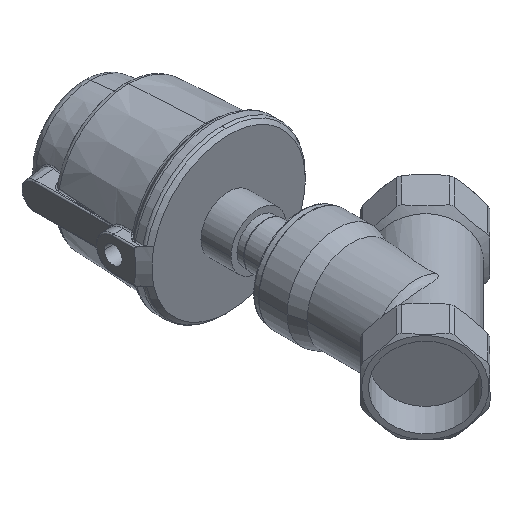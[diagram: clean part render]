
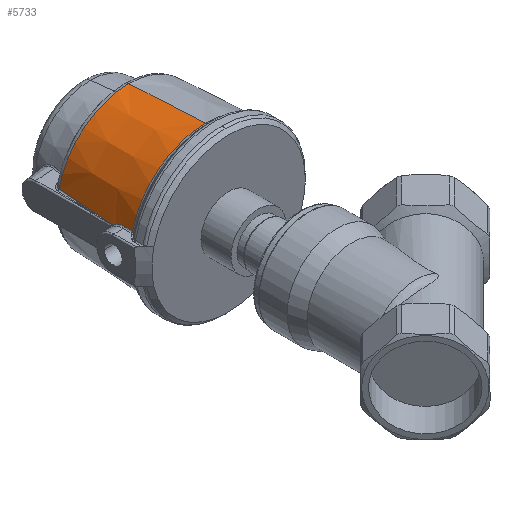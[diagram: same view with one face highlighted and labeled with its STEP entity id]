
A CAD part, isometric view. The second image highlights one B-rep face of the part: STEP entity #5733.
In plain terms, the highlighted conical face has half-angle 3 degrees and reference radius 55.94 mm.
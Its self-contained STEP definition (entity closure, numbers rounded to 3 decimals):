
#183 = B_SPLINE_CURVE_WITH_KNOTS ( 'NONE', 3,
 ( #11484, #11734, #682, #7096 ),
 .UNSPECIFIED., .F., .F.,
 ( 4, 4 ),
 ( 0., 1. ),
 .UNSPECIFIED. ) ;
#267 = CARTESIAN_POINT ( 'NONE',  ( -151.68, 266.449, 0. ) ) ;
#312 = VERTEX_POINT ( 'NONE', #10644 ) ;
#410 = B_SPLINE_CURVE_WITH_KNOTS ( 'NONE', 3,
 ( #8959, #3447, #11772, #6228 ),
 .UNSPECIFIED., .F., .F.,
 ( 4, 4 ),
 ( 0., 1. ),
 .UNSPECIFIED. ) ;
#486 = CARTESIAN_POINT ( 'NONE',  ( -205.567, 275.342, 13.173 ) ) ;
#682 = CARTESIAN_POINT ( 'NONE',  ( -205.016, 295.188, 10.878 ) ) ;
#939 = CARTESIAN_POINT ( 'NONE',  ( -151.68, 323.392, 0. ) ) ;
#1274 = DIRECTION ( 'NONE',  ( 0., -1., 0. ) ) ;
#1410 = CARTESIAN_POINT ( 'NONE',  ( -205.613, 273.177, 13.458 ) ) ;
#1660 = CARTESIAN_POINT ( 'NONE',  ( -151.68, 266.449, 55.94 ) ) ;
#1846 = DIRECTION ( 'NONE',  ( 0., 0., 1. ) ) ;
#2202 = ORIENTED_EDGE ( 'NONE', *, *, #6622, .T. ) ;
#2207 = FACE_OUTER_BOUND ( 'NONE', #5730, .T. ) ;
#2256 = VECTOR ( 'NONE', #2581, 1000. ) ;
#2383 = EDGE_CURVE ( 'NONE', #10157, #3068, #410, .T. ) ;
#2581 = DIRECTION ( 'NONE',  ( 0., -0.999, 0.052 ) ) ;
#2944 = VERTEX_POINT ( 'NONE', #8154 ) ;
#2992 = EDGE_CURVE ( 'NONE', #312, #7094, #10557, .T. ) ;
#3023 = CARTESIAN_POINT ( 'NONE',  ( -151.68, 266.449, 55.94 ) ) ;
#3051 = CIRCLE ( 'NONE', #3853, 55.94 ) ;
#3068 = VERTEX_POINT ( 'NONE', #7479 ) ;
#3140 = CARTESIAN_POINT ( 'NONE',  ( -205.81, 280.621, 10.799 ) ) ;
#3210 = CONICAL_SURFACE ( 'NONE', #6838, 55.94, 0.052 ) ;
#3243 = CARTESIAN_POINT ( 'NONE',  ( -205.653, 272.447, 13.458 ) ) ;
#3359 = AXIS2_PLACEMENT_3D ( 'NONE', #939, #7342, #1846 ) ;
#3447 = CARTESIAN_POINT ( 'NONE',  ( -205.761, 270.448, 13.459 ) ) ;
#3769 = ORIENTED_EDGE ( 'NONE', *, *, #6540, .T. ) ;
#3853 = AXIS2_PLACEMENT_3D ( 'NONE', #10599, #5059, #11523 ) ;
#4059 = CARTESIAN_POINT ( 'NONE',  ( -205.756, 280.033, 11.229 ) ) ;
#4140 = CARTESIAN_POINT ( 'NONE',  ( -205.65, 278.438, 12.107 ) ) ;
#4969 = DIRECTION ( 'NONE',  ( 0., 0., -1. ) ) ;
#5059 = DIRECTION ( 'NONE',  ( 0., 1., 0. ) ) ;
#5069 = CARTESIAN_POINT ( 'NONE',  ( -205.606, 277.434, 12.539 ) ) ;
#5379 = ORIENTED_EDGE ( 'NONE', *, *, #2383, .T. ) ;
#5730 = EDGE_LOOP ( 'NONE', ( #10194, #9572, #2202, #11439, #5379, #3769 ) ) ;
#5733 = ADVANCED_FACE ( 'NONE', ( #2207 ), #3210, .T. ) ;
#5998 = CARTESIAN_POINT ( 'NONE',  ( -205.57, 276.051, 13.003 ) ) ;
#6228 = CARTESIAN_POINT ( 'NONE',  ( -205.976, 266.449, 13.46 ) ) ;
#6540 = EDGE_CURVE ( 'NONE', #3068, #10987, #3051, .T. ) ;
#6622 = EDGE_CURVE ( 'NONE', #7094, #2944, #183, .T. ) ;
#6838 = AXIS2_PLACEMENT_3D ( 'NONE', #267, #1274, #4969 ) ;
#6906 = CARTESIAN_POINT ( 'NONE',  ( -205.589, 273.903, 13.401 ) ) ;
#7094 = VERTEX_POINT ( 'NONE', #11423 ) ;
#7096 = CARTESIAN_POINT ( 'NONE',  ( -205.81, 280.621, 10.799 ) ) ;
#7342 = DIRECTION ( 'NONE',  ( 0., -1., 0. ) ) ;
#7479 = CARTESIAN_POINT ( 'NONE',  ( -205.976, 266.449, 13.46 ) ) ;
#7835 = CARTESIAN_POINT ( 'NONE',  ( -205.653, 272.447, 13.458 ) ) ;
#8154 = CARTESIAN_POINT ( 'NONE',  ( -206.313, 280.396, 10.41 ) ) ;
#8792 = EDGE_CURVE ( 'NONE', #2944, #10157, #8960, .T. ) ;
#8959 = CARTESIAN_POINT ( 'NONE',  ( -205.653, 272.447, 13.458 ) ) ;
#8960 = B_SPLINE_CURVE_WITH_KNOTS ( 'NONE', 3,
 ( #3140, #4059, #9658, #4140, #10606, #5069, #11532, #5998, #486, #6906, #1410, #7835 ),
 .UNSPECIFIED., .F., .F.,
 ( 4, 2, 2, 2, 2, 4 ),
 ( 0., 0.25, 0.375, 0.5, 0.75, 1. ),
 .UNSPECIFIED. ) ;
#9327 = LINE ( 'NONE', #1660, #2256 ) ;
#9572 = ORIENTED_EDGE ( 'NONE', *, *, #2992, .T. ) ;
#9658 = CARTESIAN_POINT ( 'NONE',  ( -205.708, 279.414, 11.609 ) ) ;
#10157 = VERTEX_POINT ( 'NONE', #3243 ) ;
#10194 = ORIENTED_EDGE ( 'NONE', *, *, #10326, .F. ) ;
#10326 = EDGE_CURVE ( 'NONE', #312, #10987, #9327, .T. ) ;
#10557 = CIRCLE ( 'NONE', #3359, 52.955 ) ;
#10599 = CARTESIAN_POINT ( 'NONE',  ( -151.68, 266.449, 0. ) ) ;
#10606 = CARTESIAN_POINT ( 'NONE',  ( -205.634, 278.107, 12.26 ) ) ;
#10644 = CARTESIAN_POINT ( 'NONE',  ( -151.68, 323.392, 52.955 ) ) ;
#10987 = VERTEX_POINT ( 'NONE', #3023 ) ;
#11423 = CARTESIAN_POINT ( 'NONE',  ( -203.474, 323.392, 11.032 ) ) ;
#11439 = ORIENTED_EDGE ( 'NONE', *, *, #8792, .T. ) ;
#11484 = CARTESIAN_POINT ( 'NONE',  ( -203.474, 323.392, 11.032 ) ) ;
#11523 = DIRECTION ( 'NONE',  ( 0., 0., 1. ) ) ;
#11532 = CARTESIAN_POINT ( 'NONE',  ( -205.594, 277.091, 12.666 ) ) ;
#11734 = CARTESIAN_POINT ( 'NONE',  ( -204.237, 309.445, 10.956 ) ) ;
#11772 = CARTESIAN_POINT ( 'NONE',  ( -205.868, 268.448, 13.459 ) ) ;
